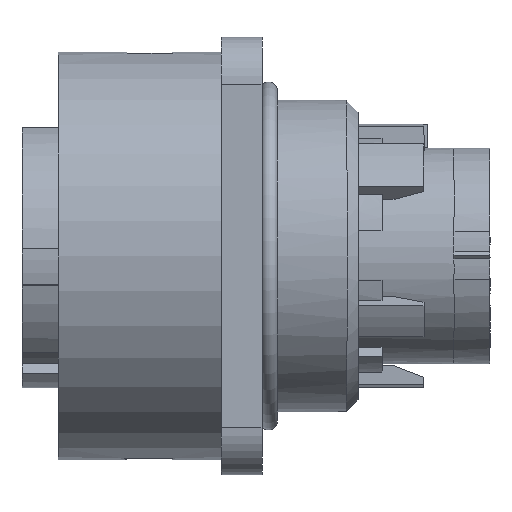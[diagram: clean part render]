
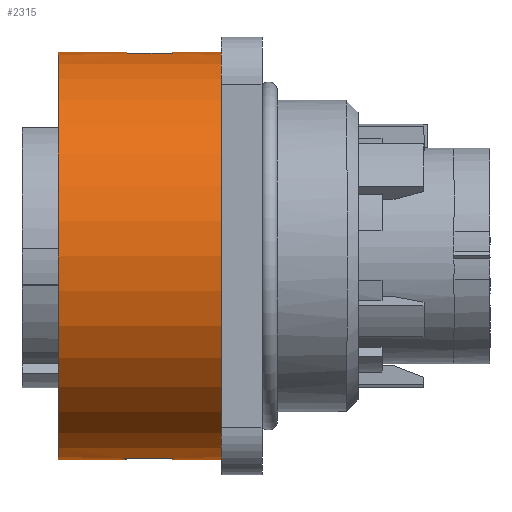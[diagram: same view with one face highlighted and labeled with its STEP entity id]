
A CAD part, front view. The second image highlights one B-rep face of the part: STEP entity #2315.
In plain terms, the highlighted cylindrical face has radius 17 mm (diameter 34 mm), a full revolution.
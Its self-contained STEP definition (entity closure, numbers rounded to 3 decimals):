
#77=ELLIPSE('',#7652,17.042,17.);
#78=ELLIPSE('',#7742,17.042,17.);
#811=LINE('',#10574,#1539);
#846=LINE('',#10716,#1574);
#850=LINE('',#10726,#1578);
#919=LINE('',#11058,#1647);
#1539=VECTOR('',#8371,1.);
#1574=VECTOR('',#8460,1.);
#1578=VECTOR('',#8470,1.);
#1647=VECTOR('',#8717,1.);
#2315=ADVANCED_FACE('',(#2835,#2836,#2837,#2838),#2670,.T.);
#2670=CYLINDRICAL_SURFACE('',#7744,17.);
#2835=FACE_BOUND('',#3001,.T.);
#2836=FACE_BOUND('',#3002,.T.);
#2837=FACE_BOUND('',#3003,.T.);
#2838=FACE_BOUND('',#3004,.T.);
#3001=EDGE_LOOP('',(#3798,#3799,#3800,#3801));
#3002=EDGE_LOOP('',(#3802,#3803,#3804,#3805));
#3003=EDGE_LOOP('',(#3806));
#3004=EDGE_LOOP('',(#3807));
#3798=ORIENTED_EDGE('',*,*,#6324,.T.);
#3799=ORIENTED_EDGE('',*,*,#6510,.T.);
#3800=ORIENTED_EDGE('',*,*,#6511,.T.);
#3801=ORIENTED_EDGE('',*,*,#6512,.T.);
#3802=ORIENTED_EDGE('',*,*,#6375,.T.);
#3803=ORIENTED_EDGE('',*,*,#6377,.T.);
#3804=ORIENTED_EDGE('',*,*,#6380,.T.);
#3805=ORIENTED_EDGE('',*,*,#6382,.T.);
#3806=ORIENTED_EDGE('',*,*,#6328,.T.);
#3807=ORIENTED_EDGE('',*,*,#6509,.T.);
#5593=VERTEX_POINT('',#10573);
#5594=VERTEX_POINT('',#10575);
#5597=VERTEX_POINT('',#10583);
#5624=VERTEX_POINT('',#10712);
#5625=VERTEX_POINT('',#10715);
#5626=VERTEX_POINT('',#10719);
#5628=VERTEX_POINT('',#10725);
#5719=VERTEX_POINT('',#11054);
#5720=VERTEX_POINT('',#11057);
#5721=VERTEX_POINT('',#11059);
#6324=EDGE_CURVE('',#5594,#5593,#811,.T.);
#6328=EDGE_CURVE('',#5597,#5597,#7347,.T.);
#6375=EDGE_CURVE('',#5624,#5625,#846,.T.);
#6377=EDGE_CURVE('',#5625,#5626,#77,.T.);
#6380=EDGE_CURVE('',#5626,#5628,#850,.T.);
#6382=EDGE_CURVE('',#5628,#5624,#7354,.T.);
#6509=EDGE_CURVE('',#5719,#5719,#7399,.T.);
#6510=EDGE_CURVE('',#5593,#5720,#78,.T.);
#6511=EDGE_CURVE('',#5720,#5721,#919,.T.);
#6512=EDGE_CURVE('',#5721,#5594,#7400,.T.);
#7347=CIRCLE('',#7626,17.);
#7354=CIRCLE('',#7655,17.);
#7399=CIRCLE('',#7740,17.);
#7400=CIRCLE('',#7743,17.);
#7626=AXIS2_PLACEMENT_3D('',#10582,#8378,#8379);
#7652=AXIS2_PLACEMENT_3D('',#10720,#8464,#8465);
#7655=AXIS2_PLACEMENT_3D('',#10729,#8474,#8475);
#7740=AXIS2_PLACEMENT_3D('',#11053,#8711,#8712);
#7742=AXIS2_PLACEMENT_3D('',#11056,#8715,#8716);
#7743=AXIS2_PLACEMENT_3D('',#11060,#8718,#8719);
#7744=AXIS2_PLACEMENT_3D('',#11061,#8720,#8721);
#8371=DIRECTION('',(-1.,0.,0.));
#8378=DIRECTION('',(1.,0.,0.));
#8379=DIRECTION('',(0.,1.,0.));
#8460=DIRECTION('',(-1.,0.,0.));
#8464=DIRECTION('',(-0.998,0.07,0.));
#8465=DIRECTION('',(-0.07,-0.998,0.));
#8470=DIRECTION('',(1.,0.,0.));
#8474=DIRECTION('',(1.,0.,0.));
#8475=DIRECTION('',(0.,-0.134,-0.991));
#8711=DIRECTION('',(-1.,0.,0.));
#8712=DIRECTION('',(0.,1.,0.));
#8715=DIRECTION('',(-0.998,-0.07,0.));
#8716=DIRECTION('',(0.07,-0.998,0.));
#8717=DIRECTION('',(1.,0.,0.));
#8718=DIRECTION('',(1.,0.,0.));
#8719=DIRECTION('',(0.,0.134,0.991));
#8720=DIRECTION('',(1.,0.,0.));
#8721=DIRECTION('',(0.,1.,0.));
#10573=CARTESIAN_POINT('',(7.029,10.403,17.055));
#10574=CARTESIAN_POINT('',(10.759,10.403,17.055));
#10575=CARTESIAN_POINT('',(10.759,10.403,17.055));
#10582=CARTESIAN_POINT('',(1.229,12.403,0.173));
#10583=CARTESIAN_POINT('',(1.229,29.403,0.173));
#10712=CARTESIAN_POINT('',(10.759,14.403,-16.709));
#10715=CARTESIAN_POINT('',(7.029,14.403,-16.709));
#10716=CARTESIAN_POINT('',(10.759,14.403,-16.709));
#10719=CARTESIAN_POINT('',(6.749,10.403,-16.709));
#10720=CARTESIAN_POINT('',(6.889,12.403,0.173));
#10725=CARTESIAN_POINT('',(10.759,10.403,-16.709));
#10726=CARTESIAN_POINT('',(6.749,10.403,-16.709));
#10729=CARTESIAN_POINT('',(10.759,12.403,0.173));
#11053=CARTESIAN_POINT('',(14.829,12.403,0.173));
#11054=CARTESIAN_POINT('',(14.829,29.403,0.173));
#11056=CARTESIAN_POINT('',(6.889,12.403,0.173));
#11057=CARTESIAN_POINT('',(6.749,14.403,17.055));
#11058=CARTESIAN_POINT('',(6.749,14.403,17.055));
#11059=CARTESIAN_POINT('',(10.759,14.403,17.055));
#11060=CARTESIAN_POINT('',(10.759,12.403,0.173));
#11061=CARTESIAN_POINT('',(1.229,12.403,0.173));
